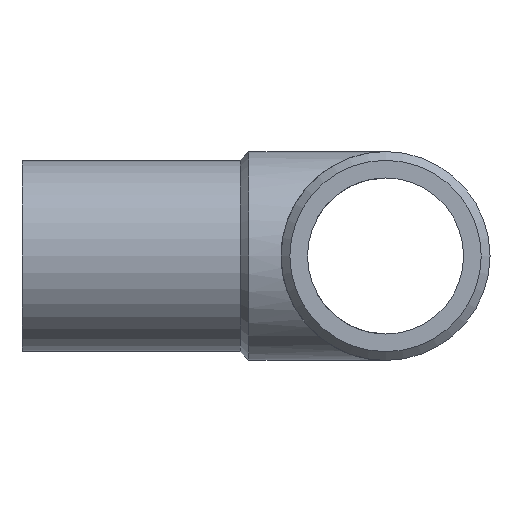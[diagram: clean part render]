
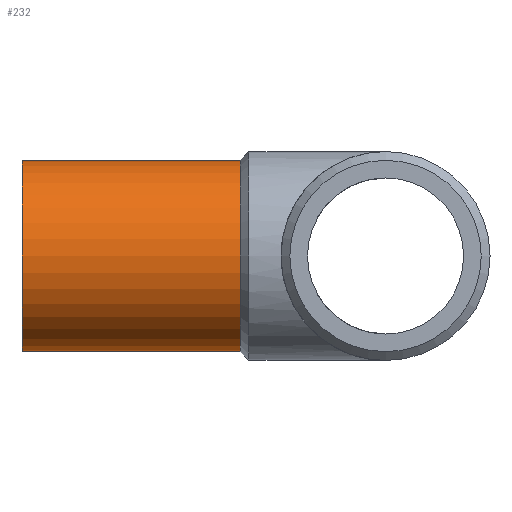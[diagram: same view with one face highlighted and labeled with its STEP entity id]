
A CAD part, left-side view. The second image highlights one B-rep face of the part: STEP entity #232.
In plain terms, the highlighted cylindrical face has radius 25 mm (diameter 50 mm), a full revolution.
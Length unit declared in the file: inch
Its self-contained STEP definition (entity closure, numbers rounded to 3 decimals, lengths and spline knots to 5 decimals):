
#16 = CYLINDRICAL_SURFACE ( 'NONE', #290, 0.98425 ) ;
#27 = DIRECTION ( 'NONE',  ( 0., -1., 0. ) ) ;
#30 = ORIENTED_EDGE ( 'NONE', *, *, #49, .T. ) ;
#49 = EDGE_CURVE ( 'NONE', #224, #224, #133, .T. ) ;
#51 = EDGE_LOOP ( 'NONE', ( #137 ) ) ;
#54 = CARTESIAN_POINT ( 'NONE',  ( -3.72047, 1.49606, -0.98425 ) ) ;
#111 = DIRECTION ( 'NONE',  ( 0., 0., -1. ) ) ;
#121 = AXIS2_PLACEMENT_3D ( 'NONE', #170, #186, #295 ) ;
#133 = CIRCLE ( 'NONE', #121, 0.98425 ) ;
#137 = ORIENTED_EDGE ( 'NONE', *, *, #248, .F. ) ;
#170 = CARTESIAN_POINT ( 'NONE',  ( -3.72047, 1.49606, 0. ) ) ;
#177 = CARTESIAN_POINT ( 'NONE',  ( -3.72047, 3.74016, -0.98425 ) ) ;
#186 = DIRECTION ( 'NONE',  ( 0., 1., 0. ) ) ;
#189 = DIRECTION ( 'NONE',  ( 0., 0., -1. ) ) ;
#190 = EDGE_LOOP ( 'NONE', ( #30 ) ) ;
#202 = DIRECTION ( 'NONE',  ( 0., 1., 0. ) ) ;
#224 = VERTEX_POINT ( 'NONE', #54 ) ;
#232 = ADVANCED_FACE ( 'NONE', ( #242, #301 ), #16, .T. ) ;
#234 = CARTESIAN_POINT ( 'NONE',  ( -3.72047, 3.74016, 0. ) ) ;
#242 = FACE_OUTER_BOUND ( 'NONE', #51, .T. ) ;
#248 = EDGE_CURVE ( 'NONE', #332, #332, #249, .T. ) ;
#249 = CIRCLE ( 'NONE', #267, 0.98425 ) ;
#267 = AXIS2_PLACEMENT_3D ( 'NONE', #234, #202, #189 ) ;
#290 = AXIS2_PLACEMENT_3D ( 'NONE', #381, #27, #111 ) ;
#295 = DIRECTION ( 'NONE',  ( 0., 0., -1. ) ) ;
#301 = FACE_OUTER_BOUND ( 'NONE', #190, .T. ) ;
#332 = VERTEX_POINT ( 'NONE', #177 ) ;
#381 = CARTESIAN_POINT ( 'NONE',  ( -3.72047, 2.61811, 0. ) ) ;
